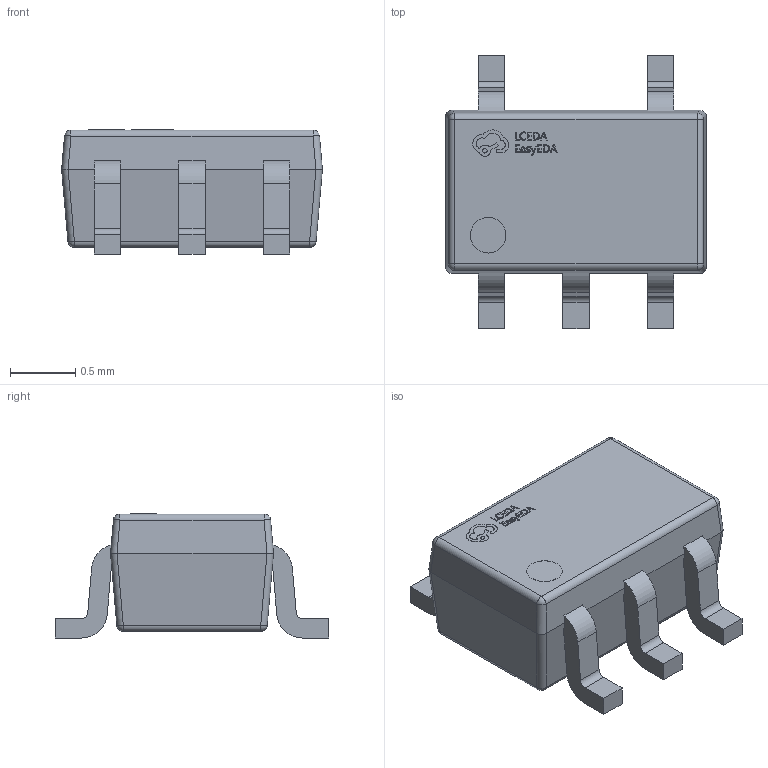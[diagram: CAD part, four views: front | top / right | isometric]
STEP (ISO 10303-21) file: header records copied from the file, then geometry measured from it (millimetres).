
FILE_DESCRIPTION (( 'STEP AP214' ), '1' );
FILE_NAME ('TSSOP-5_L2.0-W1.3-P0.65-LS2.1-BR.step', '2022-07-26T10:52:36', ( '' ), ( '' ), 'SwSTEP 2.0', 'SolidWorks 2020', '' );
FILE_SCHEMA (( 'AUTOMOTIVE_DESIGN' ));
Length unit declared in the file: millimetre
Products named in the file (1): TSSOP-5_L2.0-W1.3-P0.65-LS2.1-BR
Bounding box: 2 x 2.1 x 0.95 mm (x, y, z)
Volume: 2.2 mm3; surface area: 13 mm2
Topology: 14 solids, 14 shells, 382 faces, 1006 edges, 660 vertices
Faces by surface type: plane 224, bspline 112, cylinder 38, sphere 8
Entity records: 17251 total; most frequent: CARTESIAN_POINT 4165, ORIENTED_EDGE 2012, DIRECTION 1384, EDGE_CURVE 1006, LINE 706, VECTOR 706, VERTEX_POINT 660, EDGE_LOOP 402
